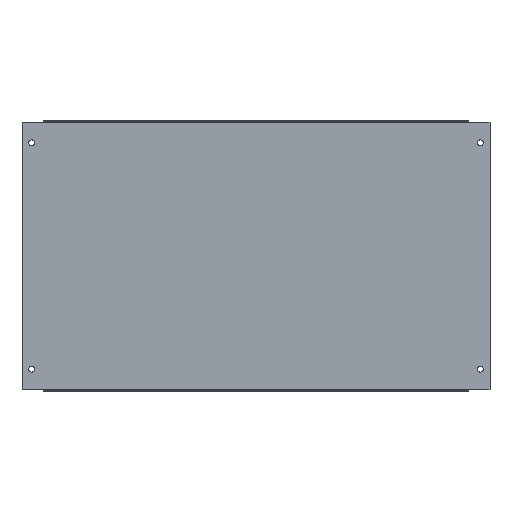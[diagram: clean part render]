
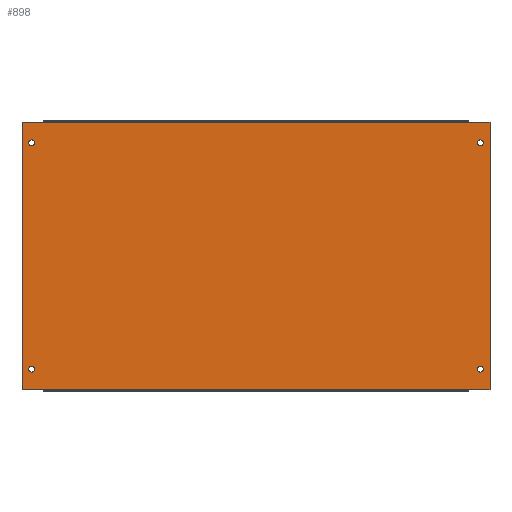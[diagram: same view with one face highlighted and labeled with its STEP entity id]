
A CAD part, top view. The second image highlights one B-rep face of the part: STEP entity #898.
In plain terms, the highlighted planar face has unit normal (0, 0, 1).
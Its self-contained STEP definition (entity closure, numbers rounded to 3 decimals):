
#5 = CARTESIAN_POINT ( 'NONE',  ( 517., 295., 0. ) ) ;
#8 = FACE_BOUND ( 'NONE', #238, .T. ) ;
#13 = LINE ( 'NONE', #646, #295 ) ;
#20 = ORIENTED_EDGE ( 'NONE', *, *, #597, .T. ) ;
#37 = DIRECTION ( 'NONE',  ( 1., 0., 0. ) ) ;
#48 = DIRECTION ( 'NONE',  ( -1., 0., 0. ) ) ;
#49 = VERTEX_POINT ( 'NONE', #671 ) ;
#73 = ORIENTED_EDGE ( 'NONE', *, *, #927, .T. ) ;
#88 = ORIENTED_EDGE ( 'NONE', *, *, #884, .T. ) ;
#94 = EDGE_LOOP ( 'NONE', ( #406, #161, #245, #73, #206, #178, #262, #88 ) ) ;
#98 = VERTEX_POINT ( 'NONE', #500 ) ;
#129 = CARTESIAN_POINT ( 'NONE',  ( 10.6, 22.5, 0. ) ) ;
#133 = CIRCLE ( 'NONE', #990, 3.25 ) ;
#150 = CIRCLE ( 'NONE', #397, 3.25 ) ;
#151 = DIRECTION ( 'NONE',  ( 0., 0., -1. ) ) ;
#160 = ORIENTED_EDGE ( 'NONE', *, *, #975, .T. ) ;
#161 = ORIENTED_EDGE ( 'NONE', *, *, #934, .T. ) ;
#162 = DIRECTION ( 'NONE',  ( 0., -1., 0. ) ) ;
#178 = ORIENTED_EDGE ( 'NONE', *, *, #754, .T. ) ;
#203 = LINE ( 'NONE', #686, #981 ) ;
#204 = PLANE ( 'NONE',  #915 ) ;
#206 = ORIENTED_EDGE ( 'NONE', *, *, #530, .T. ) ;
#215 = DIRECTION ( 'NONE',  ( -1., 0., 0. ) ) ;
#230 = EDGE_CURVE ( 'NONE', #277, #98, #756, .T. ) ;
#234 = LINE ( 'NONE', #301, #672 ) ;
#238 = EDGE_LOOP ( 'NONE', ( #721, #661 ) ) ;
#245 = ORIENTED_EDGE ( 'NONE', *, *, #1004, .F. ) ;
#260 = FACE_BOUND ( 'NONE', #505, .T. ) ;
#262 = ORIENTED_EDGE ( 'NONE', *, *, #230, .F. ) ;
#275 = DIRECTION ( 'NONE',  ( 0., 0., -1. ) ) ;
#277 = VERTEX_POINT ( 'NONE', #971 ) ;
#286 = VERTEX_POINT ( 'NONE', #569 ) ;
#291 = VERTEX_POINT ( 'NONE', #5 ) ;
#294 = CARTESIAN_POINT ( 'NONE',  ( 506.4, 22.5, 0. ) ) ;
#295 = VECTOR ( 'NONE', #162, 1000. ) ;
#300 = DIRECTION ( 'NONE',  ( -1., 0., 0. ) ) ;
#301 = CARTESIAN_POINT ( 'NONE',  ( 493.5, 0., 0. ) ) ;
#309 = AXIS2_PLACEMENT_3D ( 'NONE', #129, #936, #215 ) ;
#315 = EDGE_CURVE ( 'NONE', #467, #673, #150, .T. ) ;
#322 = CIRCLE ( 'NONE', #802, 3.25 ) ;
#340 = EDGE_CURVE ( 'NONE', #794, #1045, #13, .T. ) ;
#358 = FACE_OUTER_BOUND ( 'NONE', #94, .T. ) ;
#365 = DIRECTION ( 'NONE',  ( -1., 0., 0. ) ) ;
#369 = CARTESIAN_POINT ( 'NONE',  ( 506.4, 272.5, 0. ) ) ;
#370 = DIRECTION ( 'NONE',  ( 0., 0., -1. ) ) ;
#381 = EDGE_CURVE ( 'NONE', #451, #49, #980, .T. ) ;
#384 = CARTESIAN_POINT ( 'NONE',  ( 0., 295., 0. ) ) ;
#386 = DIRECTION ( 'NONE',  ( 0., 0., -1. ) ) ;
#387 = CARTESIAN_POINT ( 'NONE',  ( 506.4, 22.5, 0. ) ) ;
#397 = AXIS2_PLACEMENT_3D ( 'NONE', #730, #491, #564 ) ;
#406 = ORIENTED_EDGE ( 'NONE', *, *, #340, .T. ) ;
#429 = ORIENTED_EDGE ( 'NONE', *, *, #381, .T. ) ;
#432 = DIRECTION ( 'NONE',  ( 0., 0., -1. ) ) ;
#433 = LINE ( 'NONE', #841, #1049 ) ;
#437 = DIRECTION ( 'NONE',  ( -1., 0., 0. ) ) ;
#438 = CARTESIAN_POINT ( 'NONE',  ( 517., 0., 0. ) ) ;
#443 = CARTESIAN_POINT ( 'NONE',  ( 506.4, 272.5, 0. ) ) ;
#445 = CARTESIAN_POINT ( 'NONE',  ( 503.15, 272.5, 0. ) ) ;
#451 = VERTEX_POINT ( 'NONE', #637 ) ;
#462 = LINE ( 'NONE', #384, #706 ) ;
#467 = VERTEX_POINT ( 'NONE', #557 ) ;
#491 = DIRECTION ( 'NONE',  ( 0., 0., -1. ) ) ;
#500 = CARTESIAN_POINT ( 'NONE',  ( 493.5, 295., 0. ) ) ;
#505 = EDGE_LOOP ( 'NONE', ( #687, #965 ) ) ;
#509 = VERTEX_POINT ( 'NONE', #445 ) ;
#514 = VERTEX_POINT ( 'NONE', #763 ) ;
#522 = DIRECTION ( 'NONE',  ( 1., 0., 0. ) ) ;
#526 = CARTESIAN_POINT ( 'NONE',  ( 0., 295., 0. ) ) ;
#530 = EDGE_CURVE ( 'NONE', #889, #291, #203, .T. ) ;
#534 = AXIS2_PLACEMENT_3D ( 'NONE', #387, #151, #876 ) ;
#535 = CIRCLE ( 'NONE', #711, 3.25 ) ;
#549 = DIRECTION ( 'NONE',  ( 0., 0., -1. ) ) ;
#557 = CARTESIAN_POINT ( 'NONE',  ( 13.85, 22.5, 0. ) ) ;
#564 = DIRECTION ( 'NONE',  ( -1., 0., 0. ) ) ;
#566 = VERTEX_POINT ( 'NONE', #1012 ) ;
#569 = CARTESIAN_POINT ( 'NONE',  ( 23.5, 0., 0. ) ) ;
#577 = ORIENTED_EDGE ( 'NONE', *, *, #784, .T. ) ;
#580 = CARTESIAN_POINT ( 'NONE',  ( 0., 0., 0. ) ) ;
#586 = EDGE_CURVE ( 'NONE', #729, #716, #535, .T. ) ;
#588 = CARTESIAN_POINT ( 'NONE',  ( 0., 0., 0. ) ) ;
#595 = DIRECTION ( 'NONE',  ( -1., 0., 0. ) ) ;
#597 = EDGE_CURVE ( 'NONE', #509, #566, #849, .T. ) ;
#612 = CARTESIAN_POINT ( 'NONE',  ( 7.35, 272.5, 0. ) ) ;
#627 = CARTESIAN_POINT ( 'NONE',  ( 7.35, 22.5, 0. ) ) ;
#632 = DIRECTION ( 'NONE',  ( -1., 0., 0. ) ) ;
#637 = CARTESIAN_POINT ( 'NONE',  ( 509.65, 22.5, 0. ) ) ;
#646 = CARTESIAN_POINT ( 'NONE',  ( 0., 0., 0. ) ) ;
#649 = EDGE_LOOP ( 'NONE', ( #20, #160 ) ) ;
#661 = ORIENTED_EDGE ( 'NONE', *, *, #1022, .T. ) ;
#664 = LINE ( 'NONE', #588, #1000 ) ;
#671 = CARTESIAN_POINT ( 'NONE',  ( 503.15, 22.5, 0. ) ) ;
#672 = VECTOR ( 'NONE', #632, 1000. ) ;
#673 = VERTEX_POINT ( 'NONE', #627 ) ;
#674 = CARTESIAN_POINT ( 'NONE',  ( 23.5, 295., 0. ) ) ;
#675 = FACE_BOUND ( 'NONE', #1017, .T. ) ;
#677 = AXIS2_PLACEMENT_3D ( 'NONE', #294, #386, #48 ) ;
#679 = DIRECTION ( 'NONE',  ( -1., 0., 0. ) ) ;
#686 = CARTESIAN_POINT ( 'NONE',  ( 517., 0., 0. ) ) ;
#687 = ORIENTED_EDGE ( 'NONE', *, *, #728, .T. ) ;
#694 = CARTESIAN_POINT ( 'NONE',  ( 13.85, 272.5, 0. ) ) ;
#706 = VECTOR ( 'NONE', #300, 1000. ) ;
#707 = DIRECTION ( 'NONE',  ( -1., 0., 0. ) ) ;
#711 = AXIS2_PLACEMENT_3D ( 'NONE', #918, #432, #437 ) ;
#716 = VERTEX_POINT ( 'NONE', #694 ) ;
#721 = ORIENTED_EDGE ( 'NONE', *, *, #586, .T. ) ;
#728 = EDGE_CURVE ( 'NONE', #673, #467, #759, .T. ) ;
#729 = VERTEX_POINT ( 'NONE', #612 ) ;
#730 = CARTESIAN_POINT ( 'NONE',  ( 10.6, 22.5, 0. ) ) ;
#752 = LINE ( 'NONE', #831, #894 ) ;
#754 = EDGE_CURVE ( 'NONE', #291, #98, #462, .T. ) ;
#756 = LINE ( 'NONE', #674, #972 ) ;
#759 = CIRCLE ( 'NONE', #309, 3.25 ) ;
#761 = CIRCLE ( 'NONE', #677, 3.25 ) ;
#763 = CARTESIAN_POINT ( 'NONE',  ( 493.5, 0., 0. ) ) ;
#784 = EDGE_CURVE ( 'NONE', #49, #451, #761, .T. ) ;
#793 = AXIS2_PLACEMENT_3D ( 'NONE', #369, #998, #679 ) ;
#794 = VERTEX_POINT ( 'NONE', #526 ) ;
#802 = AXIS2_PLACEMENT_3D ( 'NONE', #873, #549, #707 ) ;
#818 = FACE_BOUND ( 'NONE', #649, .T. ) ;
#831 = CARTESIAN_POINT ( 'NONE',  ( 0., 295., 0. ) ) ;
#836 = DIRECTION ( 'NONE',  ( 0., 1., 0. ) ) ;
#837 = DIRECTION ( 'NONE',  ( -1., 0., 0. ) ) ;
#841 = CARTESIAN_POINT ( 'NONE',  ( 0., 0., 0. ) ) ;
#849 = CIRCLE ( 'NONE', #793, 3.25 ) ;
#873 = CARTESIAN_POINT ( 'NONE',  ( 10.6, 272.5, 0. ) ) ;
#876 = DIRECTION ( 'NONE',  ( -1., 0., 0. ) ) ;
#884 = EDGE_CURVE ( 'NONE', #277, #794, #752, .T. ) ;
#889 = VERTEX_POINT ( 'NONE', #438 ) ;
#894 = VECTOR ( 'NONE', #837, 1000. ) ;
#898 = ADVANCED_FACE ( 'NONE', ( #818, #8, #260, #675, #358 ), #204, .F. ) ;
#915 = AXIS2_PLACEMENT_3D ( 'NONE', #580, #275, #365 ) ;
#918 = CARTESIAN_POINT ( 'NONE',  ( 10.6, 272.5, 0. ) ) ;
#927 = EDGE_CURVE ( 'NONE', #514, #889, #664, .T. ) ;
#934 = EDGE_CURVE ( 'NONE', #1045, #286, #433, .T. ) ;
#936 = DIRECTION ( 'NONE',  ( 0., 0., -1. ) ) ;
#965 = ORIENTED_EDGE ( 'NONE', *, *, #315, .T. ) ;
#971 = CARTESIAN_POINT ( 'NONE',  ( 23.5, 295., 0. ) ) ;
#972 = VECTOR ( 'NONE', #984, 1000. ) ;
#975 = EDGE_CURVE ( 'NONE', #566, #509, #133, .T. ) ;
#980 = CIRCLE ( 'NONE', #534, 3.25 ) ;
#981 = VECTOR ( 'NONE', #836, 1000. ) ;
#984 = DIRECTION ( 'NONE',  ( 1., 0., 0. ) ) ;
#990 = AXIS2_PLACEMENT_3D ( 'NONE', #443, #370, #595 ) ;
#998 = DIRECTION ( 'NONE',  ( 0., 0., -1. ) ) ;
#1000 = VECTOR ( 'NONE', #522, 1000. ) ;
#1004 = EDGE_CURVE ( 'NONE', #514, #286, #234, .T. ) ;
#1012 = CARTESIAN_POINT ( 'NONE',  ( 509.65, 272.5, 0. ) ) ;
#1016 = CARTESIAN_POINT ( 'NONE',  ( 0., 0., 0. ) ) ;
#1017 = EDGE_LOOP ( 'NONE', ( #577, #429 ) ) ;
#1022 = EDGE_CURVE ( 'NONE', #716, #729, #322, .T. ) ;
#1045 = VERTEX_POINT ( 'NONE', #1016 ) ;
#1049 = VECTOR ( 'NONE', #37, 1000. ) ;
